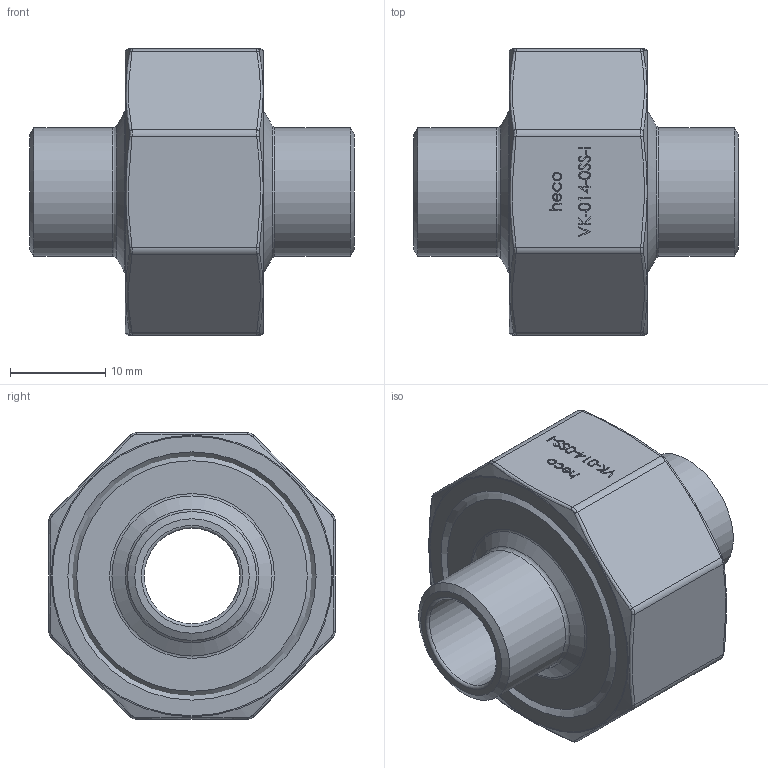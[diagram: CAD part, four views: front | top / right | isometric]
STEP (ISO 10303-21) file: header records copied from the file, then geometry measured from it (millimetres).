
FILE_DESCRIPTION (( 'STEP AP214' ), '1' );
FILE_NAME ('VK-014-0SS-I Verschraubung konisch 2202.STEP', '2022-02-01T10:47:28', ( '' ), ( '' ), 'SwSTEP 2.0', 'SolidWorks 2019', '' );
FILE_SCHEMA (( 'AUTOMOTIVE_DESIGN' ));
Length unit declared in the file: millimetre
Products named in the file (1): VK-014-0SS-I Verschraubung konisch 2202
Bounding box: 34 x 30 x 30 mm (x, y, z)
Volume: 10057.8 mm3; surface area: 7877.1 mm2
Topology: 3 solids, 3 shells, 283 faces, 695 edges, 445 vertices
Faces by surface type: bspline 115, plane 111, torus 25, cylinder 19, cone 13
Full cylindrical faces by diameter (mm): 10 x2, 13.5 x2, 14 x2, 21 x1, 21.3 x1, 24 x1, 24.38 x1, 26 x1
Entity records: 15880 total; most frequent: CARTESIAN_POINT 7084, ORIENTED_EDGE 1262, DIRECTION 831, EDGE_CURVE 631, VERTEX_POINT 430, EDGE_LOOP 365, FACE_OUTER_BOUND 319, LINE 309
